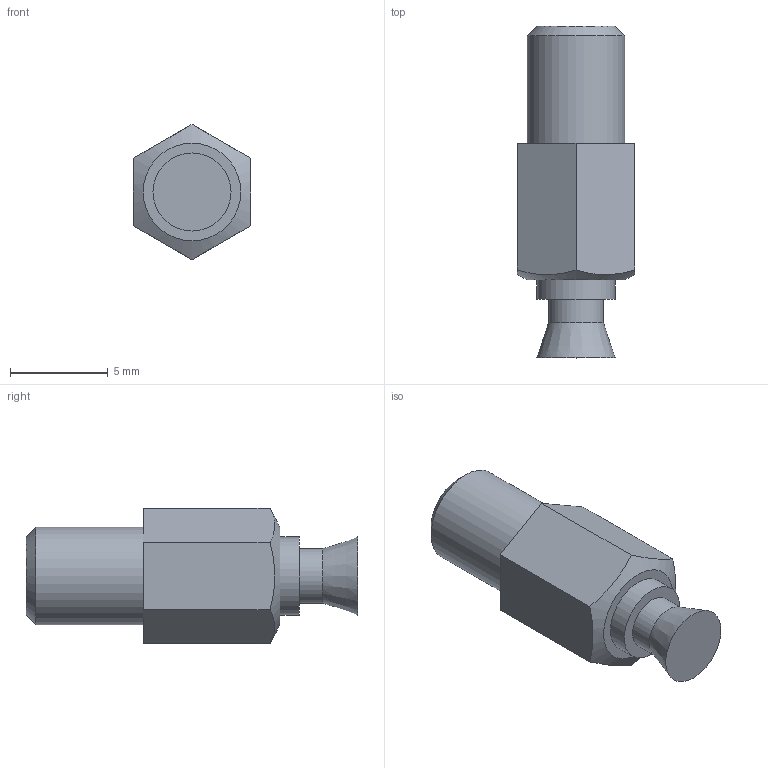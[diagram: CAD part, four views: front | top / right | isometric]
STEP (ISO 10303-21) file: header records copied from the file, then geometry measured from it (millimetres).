
FILE_DESCRIPTION(/* description */ (''),/* implementation_level */ '2;1');
FILE_NAME(/* name */ 'vc4sb_rac1rm5m.stp',/* time_stamp */ '2020-09-18T12:05:00+02:00',/* author */ ('enginyeria'),/* organization */ (''),/* preprocessor_version */ 'ST-DEVELOPER v17.2',/* originating_system */ 'Autodesk Inventor 2019',/* authorisation */ '');
FILE_SCHEMA (('CONFIG_CONTROL_DESIGN'));
Length unit declared in the file: millimetre
Products named in the file (1): vc4sb+rac1rm5m
Bounding box: 6 x 17 x 6.93 mm (x, y, z)
Volume: 349.6 mm3; surface area: 378.5 mm2
Topology: 1 solids, 1 shells, 20 faces, 49 edges, 35 vertices
Faces by surface type: plane 12, cone 4, cylinder 4
Full cylindrical faces by diameter (mm): 2 x1, 2.8 x1, 4 x1, 5 x1
Entity records: 677 total; most frequent: CARTESIAN_POINT 117, DIRECTION 108, ORIENTED_EDGE 98, EDGE_CURVE 49, AXIS2_PLACEMENT_3D 44, VERTEX_POINT 35, EDGE_LOOP 24, CIRCLE 23
